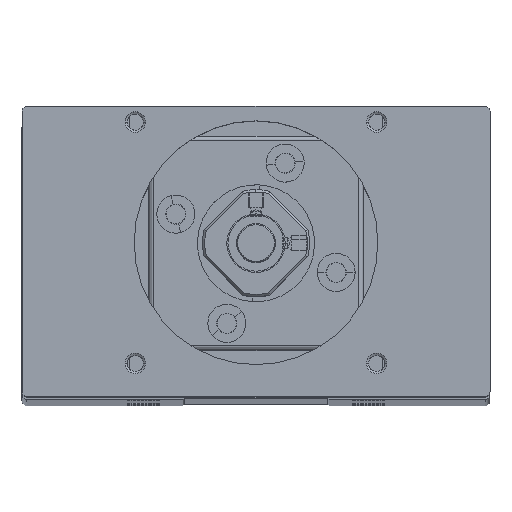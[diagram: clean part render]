
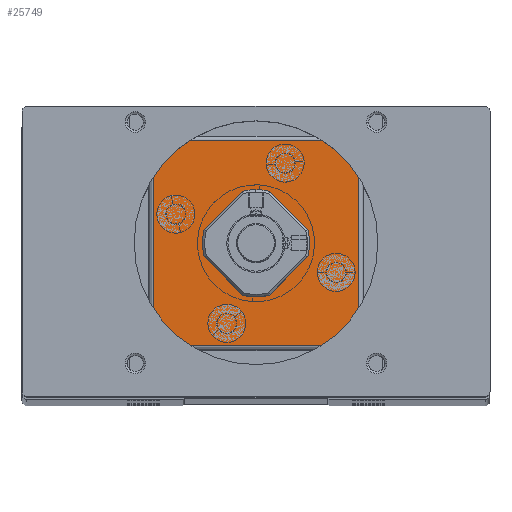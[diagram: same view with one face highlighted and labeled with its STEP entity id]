
A CAD part, top view. The second image highlights one B-rep face of the part: STEP entity #25749.
In plain terms, the highlighted planar face has unit normal (0, 0, 1).
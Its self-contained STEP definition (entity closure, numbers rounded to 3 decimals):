
#92 = EDGE_CURVE ( 'NONE', #17783, #38523, #8086, .T. ) ;
#410 = EDGE_CURVE ( 'NONE', #10431, #5959, #39559, .T. ) ;
#898 = VECTOR ( 'NONE', #34309, 1000. ) ;
#2094 = CARTESIAN_POINT ( 'NONE',  ( 25.552, 107.618, 531.347 ) ) ;
#3706 = AXIS2_PLACEMENT_3D ( 'NONE', #22789, #4452, #25893 ) ;
#4003 = DIRECTION ( 'NONE',  ( 0., 0., 1. ) ) ;
#4452 = DIRECTION ( 'NONE',  ( 0., 0., 1. ) ) ;
#4497 = ORIENTED_EDGE ( 'NONE', *, *, #7681, .T. ) ;
#5958 = ORIENTED_EDGE ( 'NONE', *, *, #92, .T. ) ;
#5959 = VERTEX_POINT ( 'NONE', #12378 ) ;
#6290 = DIRECTION ( 'NONE',  ( 0., 0., 1. ) ) ;
#6504 = CARTESIAN_POINT ( 'NONE',  ( 40.881, 116.618, 531.347 ) ) ;
#6507 = ORIENTED_EDGE ( 'NONE', *, *, #34185, .T. ) ;
#6853 = AXIS2_PLACEMENT_3D ( 'NONE', #24642, #6290, #27743 ) ;
#7681 = EDGE_CURVE ( 'NONE', #37952, #14366, #8087, .T. ) ;
#8086 = LINE ( 'NONE', #22095, #898 ) ;
#8087 = LINE ( 'NONE', #12914, #24362 ) ;
#9016 = VECTOR ( 'NONE', #25715, 1000. ) ;
#10422 = CARTESIAN_POINT ( 'NONE',  ( 25.552, 116.618, 531.347 ) ) ;
#10431 = VERTEX_POINT ( 'NONE', #11654 ) ;
#10750 = DIRECTION ( 'NONE',  ( 0., 0., 1. ) ) ;
#11350 = FACE_OUTER_BOUND ( 'NONE', #34851, .T. ) ;
#11654 = CARTESIAN_POINT ( 'NONE',  ( 46.552, 80.288, 531.347 ) ) ;
#12313 = CIRCLE ( 'NONE', #21092, 26. ) ;
#12378 = CARTESIAN_POINT ( 'NONE',  ( 46.552, 110.948, 531.347 ) ) ;
#12570 = CARTESIAN_POINT ( 'NONE',  ( 40.881, 74.618, 531.347 ) ) ;
#12845 = CARTESIAN_POINT ( 'NONE',  ( 10.222, 116.618, 531.347 ) ) ;
#12914 = CARTESIAN_POINT ( 'NONE',  ( 25.552, 74.618, 531.347 ) ) ;
#14366 = VERTEX_POINT ( 'NONE', #12570 ) ;
#14977 = VERTEX_POINT ( 'NONE', #6504 ) ;
#15655 = CARTESIAN_POINT ( 'NONE',  ( 4.552, 110.948, 531.347 ) ) ;
#16933 = CARTESIAN_POINT ( 'NONE',  ( 4.552, 80.288, 531.347 ) ) ;
#17402 = ORIENTED_EDGE ( 'NONE', *, *, #20680, .T. ) ;
#17678 = DIRECTION ( 'NONE',  ( 0., 1., 0. ) ) ;
#17783 = VERTEX_POINT ( 'NONE', #15655 ) ;
#19589 = AXIS2_PLACEMENT_3D ( 'NONE', #2094, #20422, #29669 ) ;
#20259 = CIRCLE ( 'NONE', #6853, 26. ) ;
#20302 = CIRCLE ( 'NONE', #26890, 26. ) ;
#20422 = DIRECTION ( 'NONE',  ( 0., 0., 1. ) ) ;
#20680 = EDGE_CURVE ( 'NONE', #38523, #37952, #20302, .T. ) ;
#20739 = CARTESIAN_POINT ( 'NONE',  ( 46.552, 107.618, 531.347 ) ) ;
#20976 = EDGE_CURVE ( 'NONE', #5959, #14977, #20259, .T. ) ;
#21083 = VERTEX_POINT ( 'NONE', #12845 ) ;
#21092 = AXIS2_PLACEMENT_3D ( 'NONE', #22329, #4003, #25420 ) ;
#22095 = CARTESIAN_POINT ( 'NONE',  ( 4.552, 107.618, 531.347 ) ) ;
#22329 = CARTESIAN_POINT ( 'NONE',  ( 25.552, 95.618, 531.347 ) ) ;
#22789 = CARTESIAN_POINT ( 'NONE',  ( 25.552, 95.618, 531.347 ) ) ;
#23250 = VECTOR ( 'NONE', #17678, 1000. ) ;
#24362 = VECTOR ( 'NONE', #37403, 1000. ) ;
#24642 = CARTESIAN_POINT ( 'NONE',  ( 25.552, 95.618, 531.347 ) ) ;
#25280 = EDGE_CURVE ( 'NONE', #21083, #17783, #12313, .T. ) ;
#25420 = DIRECTION ( 'NONE',  ( 1., 0., 0. ) ) ;
#25715 = DIRECTION ( 'NONE',  ( -1., 0., 0. ) ) ;
#25749 = ADVANCED_FACE ( 'NONE', ( #11350 ), #26618, .T. ) ;
#25893 = DIRECTION ( 'NONE',  ( 1., 0., 0. ) ) ;
#26195 = EDGE_CURVE ( 'NONE', #14366, #10431, #34780, .T. ) ;
#26618 = PLANE ( 'NONE',  #19589 ) ;
#26890 = AXIS2_PLACEMENT_3D ( 'NONE', #29096, #10750, #32187 ) ;
#27743 = DIRECTION ( 'NONE',  ( 1., 0., 0. ) ) ;
#27854 = ORIENTED_EDGE ( 'NONE', *, *, #25280, .T. ) ;
#29096 = CARTESIAN_POINT ( 'NONE',  ( 25.552, 95.618, 531.347 ) ) ;
#29669 = DIRECTION ( 'NONE',  ( 1., 0., 0. ) ) ;
#30526 = ORIENTED_EDGE ( 'NONE', *, *, #410, .T. ) ;
#32129 = CARTESIAN_POINT ( 'NONE',  ( 10.222, 74.618, 531.347 ) ) ;
#32187 = DIRECTION ( 'NONE',  ( 1., 0., 0. ) ) ;
#33467 = LINE ( 'NONE', #10422, #9016 ) ;
#34185 = EDGE_CURVE ( 'NONE', #14977, #21083, #33467, .T. ) ;
#34309 = DIRECTION ( 'NONE',  ( 0., -1., 0. ) ) ;
#34780 = CIRCLE ( 'NONE', #3706, 26. ) ;
#34851 = EDGE_LOOP ( 'NONE', ( #30526, #36127, #6507, #27854, #5958, #17402, #4497, #39215 ) ) ;
#36127 = ORIENTED_EDGE ( 'NONE', *, *, #20976, .T. ) ;
#37403 = DIRECTION ( 'NONE',  ( 1., 0., 0. ) ) ;
#37952 = VERTEX_POINT ( 'NONE', #32129 ) ;
#38523 = VERTEX_POINT ( 'NONE', #16933 ) ;
#39215 = ORIENTED_EDGE ( 'NONE', *, *, #26195, .T. ) ;
#39559 = LINE ( 'NONE', #20739, #23250 ) ;
